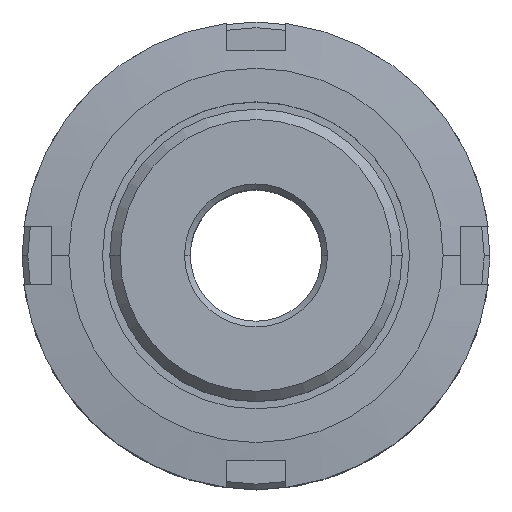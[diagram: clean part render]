
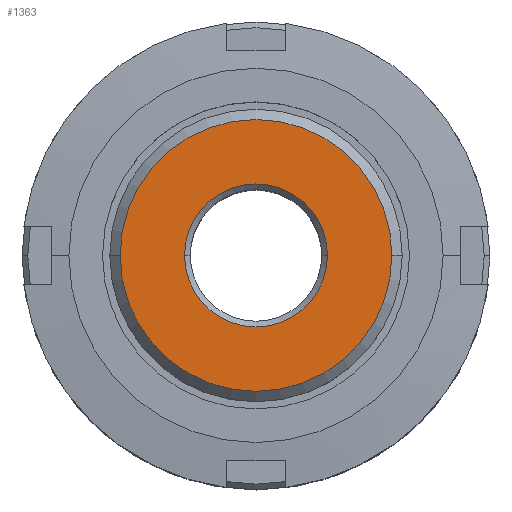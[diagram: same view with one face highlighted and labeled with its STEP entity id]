
A CAD part, top view. The second image highlights one B-rep face of the part: STEP entity #1363.
In plain terms, the highlighted planar face has unit normal (0, 0, 1).
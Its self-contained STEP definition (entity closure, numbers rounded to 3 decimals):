
#683=VERTEX_POINT('',#1643);
#1207=EDGE_CURVE('',#1231,#1209,#2230,.T.);
#1209=VERTEX_POINT('',#2232);
#1231=VERTEX_POINT('',#2258);
#1251=EDGE_CURVE('',#1383,#683,#2279,.T.);
#1309=EDGE_CURVE('',#683,#1383,#2339,.T.);
#1359=EDGE_CURVE('',#1209,#1231,#2395,.T.);
#1363=ADVANCED_FACE('',(#2400,#2401),#2402,.T.);
#1383=VERTEX_POINT('',#2423);
#1643=CARTESIAN_POINT('',(4.89,0.,26.0));
#2230=CIRCLE('',#3723,9.295);
#2232=CARTESIAN_POINT('',(-9.295,0.,26.0));
#2258=CARTESIAN_POINT('',(9.295,0.,26.0));
#2279=CIRCLE('',#3813,4.89);
#2339=CIRCLE('',#3905,4.89);
#2395=CIRCLE('',#3995,9.295);
#2400=FACE_OUTER_BOUND('',#4000,.T.);
#2401=FACE_BOUND('',#4001,.T.);
#2402=PLANE('',#4002);
#2423=CARTESIAN_POINT('',(-4.89,0.,26.0));
#3723=AXIS2_PLACEMENT_3D('',#5102,#5103,#5104);
#3813=AXIS2_PLACEMENT_3D('',#5147,#5148,#5149);
#3905=AXIS2_PLACEMENT_3D('',#5194,#5195,#5196);
#3995=AXIS2_PLACEMENT_3D('',#5256,#5257,#5258);
#4000=EDGE_LOOP('',(#5268,#5269));
#4001=EDGE_LOOP('',(#5270,#5271));
#4002=AXIS2_PLACEMENT_3D('',#5272,#5273,#5274);
#5102=CARTESIAN_POINT('',(0.0,0.,26.0));
#5103=DIRECTION('',(0.0,0.,-1.0));
#5104=DIRECTION('',(1.0,0.0,0.0));
#5147=CARTESIAN_POINT('',(0.0,0.,26.0));
#5148=DIRECTION('',(0.0,0.,-1.0));
#5149=DIRECTION('',(1.0,0.0,0.0));
#5194=CARTESIAN_POINT('',(0.0,0.,26.0));
#5195=DIRECTION('',(0.0,0.,-1.0));
#5196=DIRECTION('',(1.0,0.0,0.0));
#5256=CARTESIAN_POINT('',(0.0,0.,26.0));
#5257=DIRECTION('',(0.0,0.,-1.0));
#5258=DIRECTION('',(1.0,0.0,0.0));
#5268=ORIENTED_EDGE('',*,*,#1207,.F.);
#5269=ORIENTED_EDGE('',*,*,#1359,.F.);
#5270=ORIENTED_EDGE('',*,*,#1309,.T.);
#5271=ORIENTED_EDGE('',*,*,#1251,.T.);
#5272=CARTESIAN_POINT('',(7.093,0.,26.0));
#5273=DIRECTION('',(0.0,0.,1.0));
#5274=DIRECTION('',(-1.0,0.0,-0.0));
